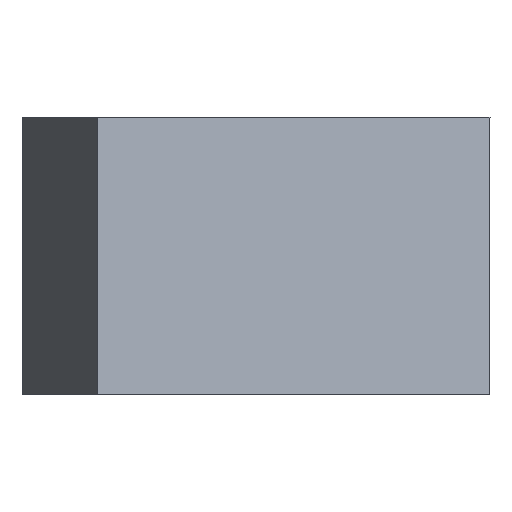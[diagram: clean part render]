
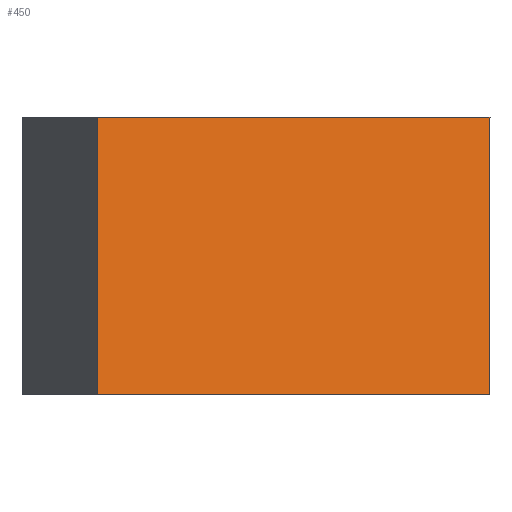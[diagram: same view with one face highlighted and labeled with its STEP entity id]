
A CAD part, front view. The second image highlights one B-rep face of the part: STEP entity #450.
In plain terms, the highlighted planar face has unit normal (0.382, -0.924, 0).
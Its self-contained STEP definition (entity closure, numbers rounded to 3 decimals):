
#57=CARTESIAN_POINT('Line Origine',(48624.947,-27131.214,1837.524)) ;
#61=CARTESIAN_POINT('Vertex',(48624.947,-27131.214,6746.338)) ;
#63=CARTESIAN_POINT('Vertex',(48624.947,-27131.214,-3071.291)) ;
#97=CARTESIAN_POINT('Line Origine',(41676.653,-30005.03,-3071.291)) ;
#101=CARTESIAN_POINT('Vertex',(34728.36,-32878.846,-3071.291)) ;
#128=CARTESIAN_POINT('Line Origine',(34728.36,-32878.846,1837.524)) ;
#132=CARTESIAN_POINT('Vertex',(34728.36,-32878.846,6746.338)) ;
#159=CARTESIAN_POINT('Line Origine',(41676.653,-30005.03,6746.338)) ;
#439=CARTESIAN_POINT('Axis2P3D Location',(16685.247,-40341.482,0.)) ;
#58=DIRECTION('Vector Direction',(0.,0.,-1.)) ;
#98=DIRECTION('Vector Direction',(0.924,0.382,0.)) ;
#129=DIRECTION('Vector Direction',(0.,0.,1.)) ;
#160=DIRECTION('Vector Direction',(-0.924,-0.382,0.)) ;
#440=DIRECTION('Axis2P3D Direction',(-0.382,0.924,0.)) ;
#441=DIRECTION('Axis2P3D XDirection',(-0.924,-0.382,0.)) ;
#442=AXIS2_PLACEMENT_3D('Plane Axis2P3D',#439,#440,#441) ;
#445=ORIENTED_EDGE('',*,*,#163,.F.) ;
#446=ORIENTED_EDGE('',*,*,#134,.F.) ;
#447=ORIENTED_EDGE('',*,*,#103,.F.) ;
#448=ORIENTED_EDGE('',*,*,#65,.F.) ;
#59=VECTOR('Line Direction',#58,1.) ;
#99=VECTOR('Line Direction',#98,1.) ;
#130=VECTOR('Line Direction',#129,1.) ;
#161=VECTOR('Line Direction',#160,1.) ;
#450=ADVANCED_FACE('PartBody',(#449),#443,.F.) ;
#65=EDGE_CURVE('',#62,#64,#60,.T.) ;
#103=EDGE_CURVE('',#64,#102,#100,.F.) ;
#134=EDGE_CURVE('',#102,#133,#131,.T.) ;
#163=EDGE_CURVE('',#133,#62,#162,.F.) ;
#444=EDGE_LOOP('',(#445,#446,#447,#448)) ;
#449=FACE_OUTER_BOUND('',#444,.T.) ;
#60=LINE('Line',#57,#59) ;
#100=LINE('Line',#97,#99) ;
#131=LINE('Line',#128,#130) ;
#162=LINE('Line',#159,#161) ;
#443=PLANE('',#442) ;
#62=VERTEX_POINT('',#61) ;
#64=VERTEX_POINT('',#63) ;
#102=VERTEX_POINT('',#101) ;
#133=VERTEX_POINT('',#132) ;
